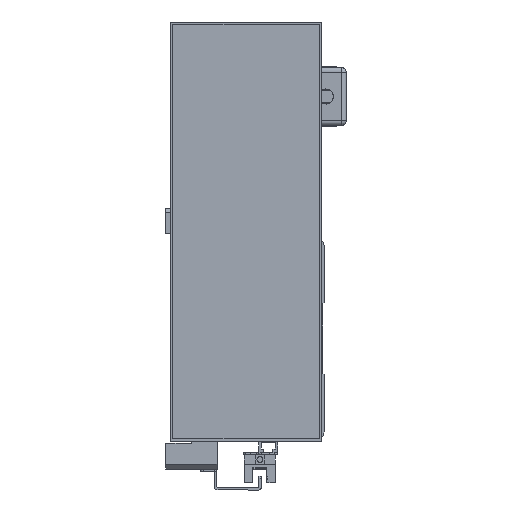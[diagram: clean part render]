
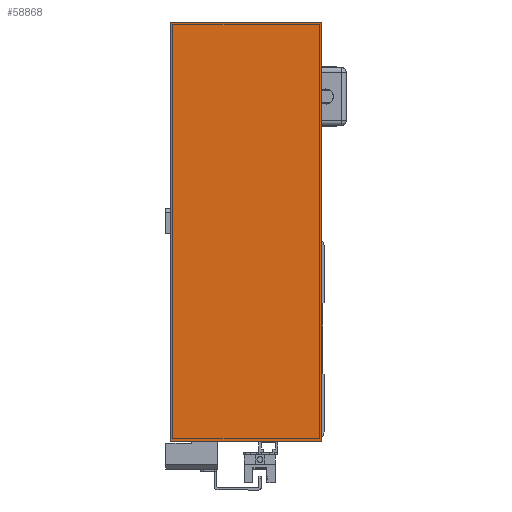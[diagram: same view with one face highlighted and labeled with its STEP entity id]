
A CAD part, left-side view. The second image highlights one B-rep face of the part: STEP entity #58868.
In plain terms, the highlighted face is planar.
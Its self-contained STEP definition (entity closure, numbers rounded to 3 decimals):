
#69 = EDGE_CURVE ( 'NONE', #59481, #30635, #21688, .T. ) ;
#325 = DIRECTION ( 'NONE',  ( 0., 1., 0. ) ) ;
#548 = VECTOR ( 'NONE', #3754, 1000. ) ;
#3383 = DIRECTION ( 'NONE',  ( 0., 0., -1. ) ) ;
#3468 = EDGE_CURVE ( 'NONE', #30635, #25986, #13286, .T. ) ;
#3754 = DIRECTION ( 'NONE',  ( -1., 0., 0. ) ) ;
#5932 = EDGE_CURVE ( 'NONE', #25986, #8003, #18435, .T. ) ;
#7579 = ORIENTED_EDGE ( 'NONE', *, *, #3468, .F. ) ;
#8003 = VERTEX_POINT ( 'NONE', #61875 ) ;
#9111 = ORIENTED_EDGE ( 'NONE', *, *, #69, .F. ) ;
#10260 = DIRECTION ( 'NONE',  ( 0., -1., 0. ) ) ;
#12678 = CARTESIAN_POINT ( 'NONE',  ( 90., 0., 35. ) ) ;
#13286 = LINE ( 'NONE', #27524, #548 ) ;
#15106 = VECTOR ( 'NONE', #36940, 1000. ) ;
#15880 = EDGE_LOOP ( 'NONE', ( #19247, #7579, #9111, #24738 ) ) ;
#18435 = LINE ( 'NONE', #28911, #55028 ) ;
#18889 = FACE_OUTER_BOUND ( 'NONE', #15880, .T. ) ;
#19247 = ORIENTED_EDGE ( 'NONE', *, *, #5932, .F. ) ;
#21688 = LINE ( 'NONE', #12678, #58271 ) ;
#21854 = CARTESIAN_POINT ( 'NONE',  ( 90., -32.5, 35. ) ) ;
#24738 = ORIENTED_EDGE ( 'NONE', *, *, #50165, .F. ) ;
#25986 = VERTEX_POINT ( 'NONE', #59457 ) ;
#27524 = CARTESIAN_POINT ( 'NONE',  ( 0., -32.5, 35. ) ) ;
#28911 = CARTESIAN_POINT ( 'NONE',  ( -90., 0., 35. ) ) ;
#30635 = VERTEX_POINT ( 'NONE', #21854 ) ;
#31993 = PLANE ( 'NONE',  #50325 ) ;
#36746 = DIRECTION ( 'NONE',  ( -1., 0., 0. ) ) ;
#36940 = DIRECTION ( 'NONE',  ( 1., 0., 0. ) ) ;
#38954 = LINE ( 'NONE', #61017, #15106 ) ;
#50165 = EDGE_CURVE ( 'NONE', #8003, #59481, #38954, .T. ) ;
#50325 = AXIS2_PLACEMENT_3D ( 'NONE', #55771, #3383, #36746 ) ;
#55028 = VECTOR ( 'NONE', #325, 1000. ) ;
#55771 = CARTESIAN_POINT ( 'NONE',  ( 0., 0., 35. ) ) ;
#57537 = CARTESIAN_POINT ( 'NONE',  ( 90., 32.5, 35. ) ) ;
#58271 = VECTOR ( 'NONE', #10260, 1000. ) ;
#58868 = ADVANCED_FACE ( 'NONE', ( #18889 ), #31993, .F. ) ;
#59457 = CARTESIAN_POINT ( 'NONE',  ( -90., -32.5, 35. ) ) ;
#59481 = VERTEX_POINT ( 'NONE', #57537 ) ;
#61017 = CARTESIAN_POINT ( 'NONE',  ( 0., 32.5, 35. ) ) ;
#61875 = CARTESIAN_POINT ( 'NONE',  ( -90., 32.5, 35. ) ) ;
